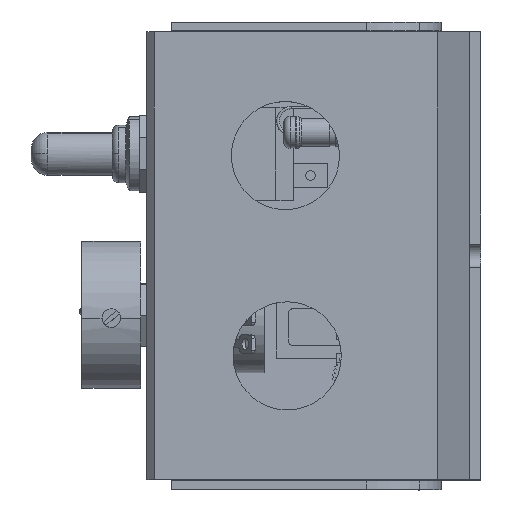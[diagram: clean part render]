
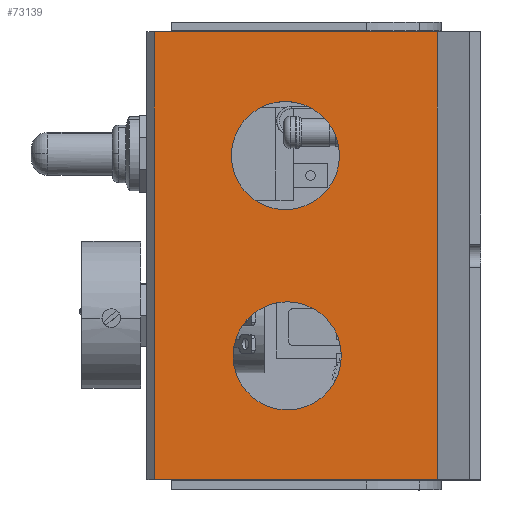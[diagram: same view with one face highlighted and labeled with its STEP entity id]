
A CAD part, left-side view. The second image highlights one B-rep face of the part: STEP entity #73139.
In plain terms, the highlighted planar face has unit normal (-1, 0, 0.001).
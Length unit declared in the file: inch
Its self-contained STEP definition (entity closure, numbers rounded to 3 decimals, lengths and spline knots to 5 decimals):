
#739 = AXIS2_PLACEMENT_3D ( 'NONE', #19945, #105528, #54857 ) ;
#4495 = CIRCLE ( 'NONE', #80561, 0.4375 ) ;
#6873 = VECTOR ( 'NONE', #33269, 39.37008 ) ;
#9069 = VECTOR ( 'NONE', #104187, 39.37008 ) ;
#9230 = DIRECTION ( 'NONE',  ( 0., 0., -1. ) ) ;
#9314 = DIRECTION ( 'NONE',  ( 1., 0., 0. ) ) ;
#9333 = CARTESIAN_POINT ( 'NONE',  ( -1.49922, 0.32793, -1. ) ) ;
#9500 = VECTOR ( 'NONE', #97748, 39.37008 ) ;
#9668 = CARTESIAN_POINT ( 'NONE',  ( -1.49922, 1.38793, -3.62 ) ) ;
#10451 = CIRCLE ( 'NONE', #91554, 0.4375 ) ;
#10642 = EDGE_CURVE ( 'NONE', #78035, #46431, #44858, .T. ) ;
#11154 = DIRECTION ( 'NONE',  ( 0., 0., -1. ) ) ;
#11266 = DIRECTION ( 'NONE',  ( 1., 0., 0. ) ) ;
#11283 = CARTESIAN_POINT ( 'NONE',  ( -1.49922, 0.31337, -2.62 ) ) ;
#12783 = EDGE_CURVE ( 'NONE', #57212, #41741, #4495, .T. ) ;
#16061 = EDGE_CURVE ( 'NONE', #41741, #57212, #47255, .T. ) ;
#16741 = DIRECTION ( 'NONE',  ( 0., 0., -1. ) ) ;
#16829 = DIRECTION ( 'NONE',  ( 1., 0., 0. ) ) ;
#16851 = CARTESIAN_POINT ( 'NONE',  ( -1.49922, 0.32793, -1. ) ) ;
#16869 = EDGE_CURVE ( 'NONE', #46431, #78035, #10451, .T. ) ;
#19897 = CARTESIAN_POINT ( 'NONE',  ( -1.49922, -0.90106, 0. ) ) ;
#19945 = CARTESIAN_POINT ( 'NONE',  ( -1.49922, 1.38793, 0. ) ) ;
#24712 = CARTESIAN_POINT ( 'NONE',  ( -1.49922, 0.31337, -2.62 ) ) ;
#25971 = EDGE_CURVE ( 'NONE', #32775, #47217, #76639, .T. ) ;
#29605 = LINE ( 'NONE', #109651, #6873 ) ;
#31613 = ORIENTED_EDGE ( 'NONE', *, *, #10642, .T. ) ;
#32514 = EDGE_LOOP ( 'NONE', ( #100679, #64635, #90410, #51417 ) ) ;
#32775 = VERTEX_POINT ( 'NONE', #96234 ) ;
#33269 = DIRECTION ( 'NONE',  ( 0., 0., -1. ) ) ;
#35693 = EDGE_LOOP ( 'NONE', ( #63968, #56569 ) ) ;
#35998 = EDGE_LOOP ( 'NONE', ( #84464, #31613 ) ) ;
#36891 = AXIS2_PLACEMENT_3D ( 'NONE', #16851, #16829, #16741 ) ;
#37990 = CARTESIAN_POINT ( 'NONE',  ( -1.49922, 1.38793, 0. ) ) ;
#41741 = VERTEX_POINT ( 'NONE', #80669 ) ;
#42499 = FACE_BOUND ( 'NONE', #35998, .T. ) ;
#44858 = CIRCLE ( 'NONE', #69768, 0.4375 ) ;
#46431 = VERTEX_POINT ( 'NONE', #51664 ) ;
#47217 = VERTEX_POINT ( 'NONE', #70448 ) ;
#47255 = CIRCLE ( 'NONE', #36891, 0.4375 ) ;
#51417 = ORIENTED_EDGE ( 'NONE', *, *, #60273, .T. ) ;
#51664 = CARTESIAN_POINT ( 'NONE',  ( -1.49922, 0.31337, -3.0575 ) ) ;
#54857 = DIRECTION ( 'NONE',  ( 0., 0., 1. ) ) ;
#56569 = ORIENTED_EDGE ( 'NONE', *, *, #12783, .T. ) ;
#57212 = VERTEX_POINT ( 'NONE', #68924 ) ;
#60273 = EDGE_CURVE ( 'NONE', #47217, #94961, #75576, .T. ) ;
#62874 = FACE_OUTER_BOUND ( 'NONE', #32514, .T. ) ;
#63503 = DIRECTION ( 'NONE',  ( 0., 1., 0. ) ) ;
#63968 = ORIENTED_EDGE ( 'NONE', *, *, #16061, .T. ) ;
#64635 = ORIENTED_EDGE ( 'NONE', *, *, #66664, .F. ) ;
#66443 = CARTESIAN_POINT ( 'NONE',  ( -1.49922, -0.90106, -3.62 ) ) ;
#66664 = EDGE_CURVE ( 'NONE', #32775, #110423, #29605, .T. ) ;
#68924 = CARTESIAN_POINT ( 'NONE',  ( -1.49922, 0.32793, -0.5625 ) ) ;
#69768 = AXIS2_PLACEMENT_3D ( 'NONE', #11283, #11266, #11154 ) ;
#70448 = CARTESIAN_POINT ( 'NONE',  ( -1.49922, 1.38793, 0. ) ) ;
#73139 = ADVANCED_FACE ( 'NONE', ( #62874, #88085, #42499 ), #97164, .T. ) ;
#75576 = LINE ( 'NONE', #37990, #9500 ) ;
#76639 = LINE ( 'NONE', #19897, #93758 ) ;
#77690 = EDGE_CURVE ( 'NONE', #94961, #110423, #77750, .T. ) ;
#77750 = LINE ( 'NONE', #9668, #9069 ) ;
#78035 = VERTEX_POINT ( 'NONE', #99397 ) ;
#80561 = AXIS2_PLACEMENT_3D ( 'NONE', #9333, #9314, #9230 ) ;
#80669 = CARTESIAN_POINT ( 'NONE',  ( -1.49922, 0.32793, -1.4375 ) ) ;
#84464 = ORIENTED_EDGE ( 'NONE', *, *, #16869, .T. ) ;
#88085 = FACE_BOUND ( 'NONE', #35693, .T. ) ;
#90410 = ORIENTED_EDGE ( 'NONE', *, *, #25971, .T. ) ;
#91554 = AXIS2_PLACEMENT_3D ( 'NONE', #24712, #110280, #108149 ) ;
#93758 = VECTOR ( 'NONE', #63503, 39.37008 ) ;
#94961 = VERTEX_POINT ( 'NONE', #109112 ) ;
#96234 = CARTESIAN_POINT ( 'NONE',  ( -1.49922, -0.90106, 0. ) ) ;
#97164 = PLANE ( 'NONE',  #739 ) ;
#97748 = DIRECTION ( 'NONE',  ( 0., 0., -1. ) ) ;
#99397 = CARTESIAN_POINT ( 'NONE',  ( -1.49922, 0.31337, -2.1825 ) ) ;
#100679 = ORIENTED_EDGE ( 'NONE', *, *, #77690, .T. ) ;
#104187 = DIRECTION ( 'NONE',  ( 0., -1., 0. ) ) ;
#105528 = DIRECTION ( 'NONE',  ( -1., 0., 0. ) ) ;
#108149 = DIRECTION ( 'NONE',  ( 0., 0., -1. ) ) ;
#109112 = CARTESIAN_POINT ( 'NONE',  ( -1.49922, 1.38793, -3.62 ) ) ;
#109651 = CARTESIAN_POINT ( 'NONE',  ( -1.49922, -0.90106, 0. ) ) ;
#110280 = DIRECTION ( 'NONE',  ( 1., 0., 0. ) ) ;
#110423 = VERTEX_POINT ( 'NONE', #66443 ) ;
